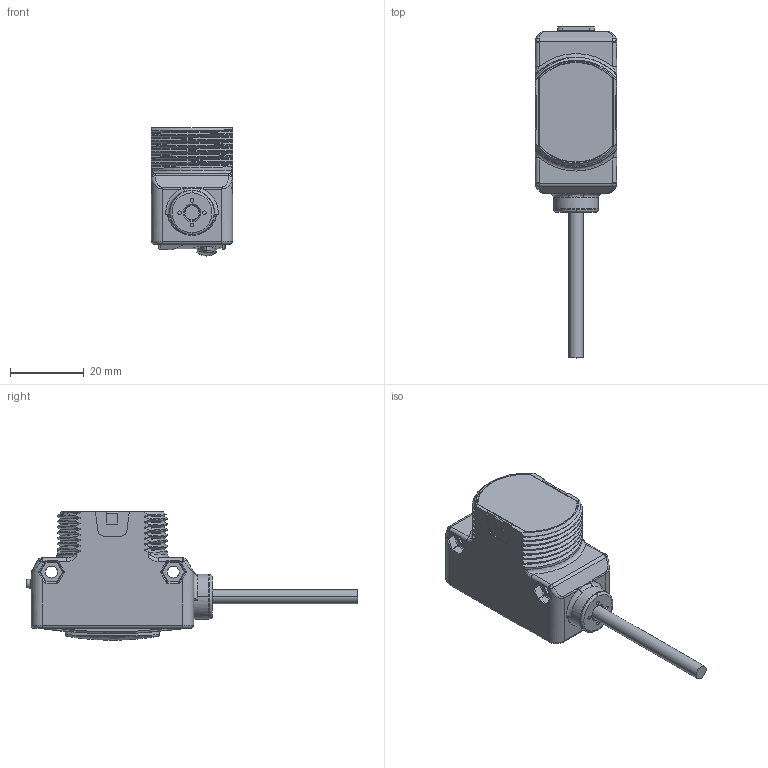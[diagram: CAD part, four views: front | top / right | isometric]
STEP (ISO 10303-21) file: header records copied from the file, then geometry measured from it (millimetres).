
FILE_DESCRIPTION((''),'2;1');
FILE_NAME('140590_SW','2008-06-02T',('banengservice'),('BANNER ENGINEERING'),'PRO/ENGINEER BY PARAMETRIC TECHNOLOGY CORPORATION, 2006170','PRO/ENGINEER BY PARAMETRIC TECHNOLOGY CORPORATION, 2006170','');
FILE_SCHEMA(('CONFIG_CONTROL_DESIGN'));
Products named in the file (1): 140590_SW
Bounding box: 22 x 89.88 x 34.75 mm (x, y, z)
Volume: 12317.2 mm3; surface area: 15152.8 mm2
Topology: 3 solids, 3 shells, 1072 faces, 2728 edges, 1682 vertices
Faces by surface type: cylinder 377, plane 343, bspline 182, torus 88, cone 47, sphere 33, extrusion 2
Entity records: 46971 total; most frequent: CARTESIAN_POINT 22521, ORIENTED_EDGE 5452, DIRECTION 4633, EDGE_CURVE 2726, AXIS2_PLACEMENT_3D 1709, VERTEX_POINT 1682, VECTOR 1215, LINE 1213
